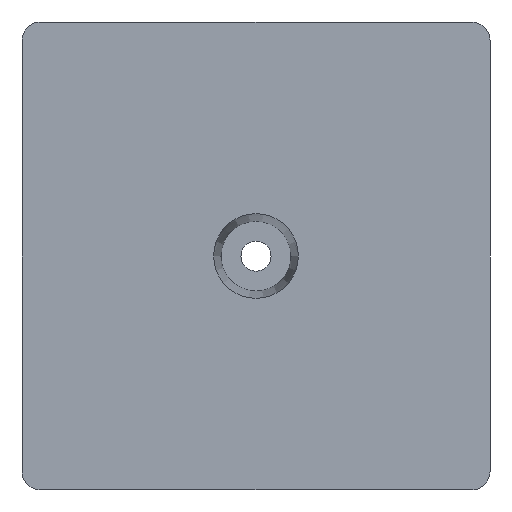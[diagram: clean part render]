
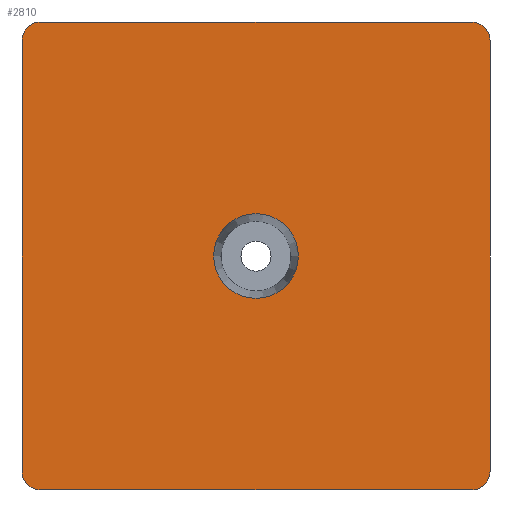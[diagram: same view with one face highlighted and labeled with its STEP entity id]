
A CAD part, top view. The second image highlights one B-rep face of the part: STEP entity #2810.
In plain terms, the highlighted planar face has unit normal (0, 0, 1).
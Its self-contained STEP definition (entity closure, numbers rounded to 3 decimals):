
#113 = CARTESIAN_POINT ( 'NONE',  ( -24.9, 22.9, 10. ) ) ;
#206 = FACE_BOUND ( 'NONE', #3082, .T. ) ;
#209 = FACE_OUTER_BOUND ( 'NONE', #4605, .T. ) ;
#272 = DIRECTION ( 'NONE',  ( 0., 0., 1. ) ) ;
#274 = PLANE ( 'NONE',  #3359 ) ;
#275 = DIRECTION ( 'NONE',  ( 1., 0., 0. ) ) ;
#284 = CARTESIAN_POINT ( 'NONE',  ( 0., 0., 10. ) ) ;
#585 = DIRECTION ( 'NONE',  ( 0., 0., -1. ) ) ;
#665 = EDGE_CURVE ( 'NONE', #5979, #5121, #4910, .T. ) ;
#839 = VECTOR ( 'NONE', #1644, 1000. ) ;
#982 = CARTESIAN_POINT ( 'NONE',  ( -22.9, 24.9, 10. ) ) ;
#1108 = CARTESIAN_POINT ( 'NONE',  ( -24.9, -22.9, 10. ) ) ;
#1259 = DIRECTION ( 'NONE',  ( 0., 1., 0. ) ) ;
#1262 = CARTESIAN_POINT ( 'NONE',  ( 24.9, 0., 10. ) ) ;
#1269 = LINE ( 'NONE', #1262, #5396 ) ;
#1389 = CARTESIAN_POINT ( 'NONE',  ( 0., 0., 10. ) ) ;
#1407 = DIRECTION ( 'NONE',  ( 1., 0., 0. ) ) ;
#1534 = CARTESIAN_POINT ( 'NONE',  ( 24.9, -22.9, 10. ) ) ;
#1644 = DIRECTION ( 'NONE',  ( 1., 0., 0. ) ) ;
#1646 = CARTESIAN_POINT ( 'NONE',  ( 0., -24.9, 10. ) ) ;
#1653 = LINE ( 'NONE', #1646, #839 ) ;
#1820 = EDGE_CURVE ( 'NONE', #2942, #4458, #2343, .T. ) ;
#2304 = ORIENTED_EDGE ( 'NONE', *, *, #2480, .T. ) ;
#2307 = ORIENTED_EDGE ( 'NONE', *, *, #3311, .T. ) ;
#2308 = ORIENTED_EDGE ( 'NONE', *, *, #1820, .T. ) ;
#2315 = ORIENTED_EDGE ( 'NONE', *, *, #6761, .T. ) ;
#2317 = ORIENTED_EDGE ( 'NONE', *, *, #665, .T. ) ;
#2336 = ORIENTED_EDGE ( 'NONE', *, *, #3101, .T. ) ;
#2343 =( BOUNDED_CURVE ( )  B_SPLINE_CURVE ( 3, ( #2393, #2389, #2372, #2371 ),
 .UNSPECIFIED., .F., .T. ) 
 B_SPLINE_CURVE_WITH_KNOTS ( ( 4, 4 ),
 ( 2.356, 3.927 ),
 .UNSPECIFIED. ) 
 CURVE ( )  GEOMETRIC_REPRESENTATION_ITEM ( )  RATIONAL_B_SPLINE_CURVE ( ( 1., 0.805, 0.805, 1. ) ) 
 REPRESENTATION_ITEM ( '' )  );
#2345 = ORIENTED_EDGE ( 'NONE', *, *, #4649, .T. ) ;
#2355 = ORIENTED_EDGE ( 'NONE', *, *, #4732, .T. ) ;
#2362 = ORIENTED_EDGE ( 'NONE', *, *, #6851, .T. ) ;
#2363 = ORIENTED_EDGE ( 'NONE', *, *, #3458, .T. ) ;
#2371 = CARTESIAN_POINT ( 'NONE',  ( 24.9, -22.9, 10. ) ) ;
#2372 = CARTESIAN_POINT ( 'NONE',  ( 24.9, -24.072, 10. ) ) ;
#2389 = CARTESIAN_POINT ( 'NONE',  ( 24.072, -24.9, 10. ) ) ;
#2393 = CARTESIAN_POINT ( 'NONE',  ( 22.9, -24.9, 10. ) ) ;
#2480 = EDGE_CURVE ( 'NONE', #5078, #5225, #6565, .T. ) ;
#2491 = CARTESIAN_POINT ( 'NONE',  ( -22.9, -24.9, 10. ) ) ;
#2516 = CARTESIAN_POINT ( 'NONE',  ( -24.072, -24.9, 10. ) ) ;
#2544 = CARTESIAN_POINT ( 'NONE',  ( -22.9, 24.9, 10. ) ) ;
#2545 = CARTESIAN_POINT ( 'NONE',  ( -24.072, 24.9, 10. ) ) ;
#2551 = CARTESIAN_POINT ( 'NONE',  ( -24.9, 24.072, 10. ) ) ;
#2552 = CARTESIAN_POINT ( 'NONE',  ( -24.9, 22.9, 10. ) ) ;
#2686 = VERTEX_POINT ( 'NONE', #982 ) ;
#2717 = LINE ( 'NONE', #2948, #6244 ) ;
#2736 = DIRECTION ( 'NONE',  ( 0., -1., 0. ) ) ;
#2810 = ADVANCED_FACE ( 'NONE', ( #206, #209 ), #274, .T. ) ;
#2942 = VERTEX_POINT ( 'NONE', #4710 ) ;
#2945 =( BOUNDED_CURVE ( )  B_SPLINE_CURVE ( 3, ( #5167, #3810, #2516, #2491 ),
 .UNSPECIFIED., .F., .T. ) 
 B_SPLINE_CURVE_WITH_KNOTS ( ( 4, 4 ),
 ( 2.356, 3.927 ),
 .UNSPECIFIED. ) 
 CURVE ( )  GEOMETRIC_REPRESENTATION_ITEM ( )  RATIONAL_B_SPLINE_CURVE ( ( 1., 0.805, 0.805, 1. ) ) 
 REPRESENTATION_ITEM ( '' )  );
#2948 = CARTESIAN_POINT ( 'NONE',  ( -24.9, 0., 10. ) ) ;
#2951 = DIRECTION ( 'NONE',  ( 1., 0., 0. ) ) ;
#2957 = DIRECTION ( 'NONE',  ( 0., 0., -1. ) ) ;
#2958 = CARTESIAN_POINT ( 'NONE',  ( 0., 0., 10. ) ) ;
#3082 = EDGE_LOOP ( 'NONE', ( #2304, #2307 ) ) ;
#3101 = EDGE_CURVE ( 'NONE', #5121, #2686, #4107, .T. ) ;
#3129 = VERTEX_POINT ( 'NONE', #3842 ) ;
#3311 = EDGE_CURVE ( 'NONE', #5225, #5078, #7088, .T. ) ;
#3359 = AXIS2_PLACEMENT_3D ( 'NONE', #284, #272, #275 ) ;
#3458 = EDGE_CURVE ( 'NONE', #3129, #2942, #1653, .T. ) ;
#3467 =( BOUNDED_CURVE ( )  B_SPLINE_CURVE ( 3, ( #2544, #2545, #2551, #2552 ),
 .UNSPECIFIED., .F., .T. ) 
 B_SPLINE_CURVE_WITH_KNOTS ( ( 4, 4 ),
 ( 2.356, 3.927 ),
 .UNSPECIFIED. ) 
 CURVE ( )  GEOMETRIC_REPRESENTATION_ITEM ( )  RATIONAL_B_SPLINE_CURVE ( ( 1., 0.805, 0.805, 1. ) ) 
 REPRESENTATION_ITEM ( '' )  );
#3614 = VERTEX_POINT ( 'NONE', #1108 ) ;
#3810 = CARTESIAN_POINT ( 'NONE',  ( -24.9, -24.072, 10. ) ) ;
#3842 = CARTESIAN_POINT ( 'NONE',  ( -22.9, -24.9, 10. ) ) ;
#3997 = CARTESIAN_POINT ( 'NONE',  ( 4.5, 0., 10. ) ) ;
#4094 = DIRECTION ( 'NONE',  ( -1., 0., 0. ) ) ;
#4102 = CARTESIAN_POINT ( 'NONE',  ( 0., 24.9, 10. ) ) ;
#4107 = LINE ( 'NONE', #4102, #6786 ) ;
#4143 = CARTESIAN_POINT ( 'NONE',  ( -4.5, 0., 10. ) ) ;
#4179 = VERTEX_POINT ( 'NONE', #113 ) ;
#4458 = VERTEX_POINT ( 'NONE', #1534 ) ;
#4605 = EDGE_LOOP ( 'NONE', ( #2308, #2315, #2317, #2336, #2345, #2355, #2362, #2363 ) ) ;
#4649 = EDGE_CURVE ( 'NONE', #2686, #4179, #3467, .T. ) ;
#4710 = CARTESIAN_POINT ( 'NONE',  ( 22.9, -24.9, 10. ) ) ;
#4732 = EDGE_CURVE ( 'NONE', #4179, #3614, #2717, .T. ) ;
#4775 = CARTESIAN_POINT ( 'NONE',  ( 24.9, 22.9, 10. ) ) ;
#4910 =( BOUNDED_CURVE ( )  B_SPLINE_CURVE ( 3, ( #6929, #6927, #6926, #6921 ),
 .UNSPECIFIED., .F., .T. ) 
 B_SPLINE_CURVE_WITH_KNOTS ( ( 4, 4 ),
 ( 2.356, 3.927 ),
 .UNSPECIFIED. ) 
 CURVE ( )  GEOMETRIC_REPRESENTATION_ITEM ( )  RATIONAL_B_SPLINE_CURVE ( ( 1., 0.805, 0.805, 1. ) ) 
 REPRESENTATION_ITEM ( '' )  );
#5078 = VERTEX_POINT ( 'NONE', #3997 ) ;
#5121 = VERTEX_POINT ( 'NONE', #5756 ) ;
#5167 = CARTESIAN_POINT ( 'NONE',  ( -24.9, -22.9, 10. ) ) ;
#5225 = VERTEX_POINT ( 'NONE', #4143 ) ;
#5396 = VECTOR ( 'NONE', #1259, 1000. ) ;
#5756 = CARTESIAN_POINT ( 'NONE',  ( 22.9, 24.9, 10. ) ) ;
#5979 = VERTEX_POINT ( 'NONE', #4775 ) ;
#6244 = VECTOR ( 'NONE', #2736, 1000. ) ;
#6565 = CIRCLE ( 'NONE', #6608, 4.5 ) ;
#6608 = AXIS2_PLACEMENT_3D ( 'NONE', #1389, #585, #1407 ) ;
#6761 = EDGE_CURVE ( 'NONE', #4458, #5979, #1269, .T. ) ;
#6786 = VECTOR ( 'NONE', #4094, 1000. ) ;
#6851 = EDGE_CURVE ( 'NONE', #3614, #3129, #2945, .T. ) ;
#6921 = CARTESIAN_POINT ( 'NONE',  ( 22.9, 24.9, 10. ) ) ;
#6926 = CARTESIAN_POINT ( 'NONE',  ( 24.072, 24.9, 10. ) ) ;
#6927 = CARTESIAN_POINT ( 'NONE',  ( 24.9, 24.072, 10. ) ) ;
#6929 = CARTESIAN_POINT ( 'NONE',  ( 24.9, 22.9, 10. ) ) ;
#7088 = CIRCLE ( 'NONE', #7094, 4.5 ) ;
#7094 = AXIS2_PLACEMENT_3D ( 'NONE', #2958, #2957, #2951 ) ;
